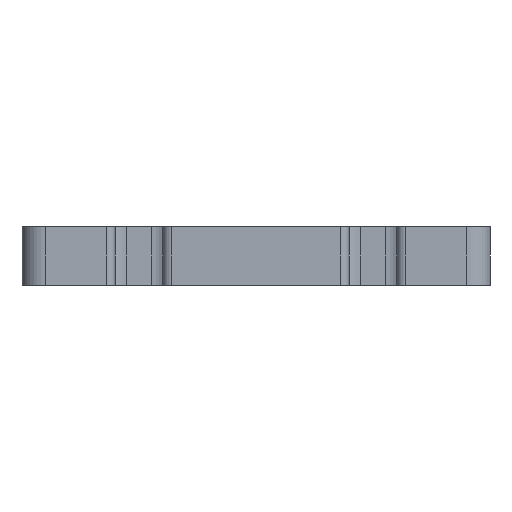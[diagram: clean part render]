
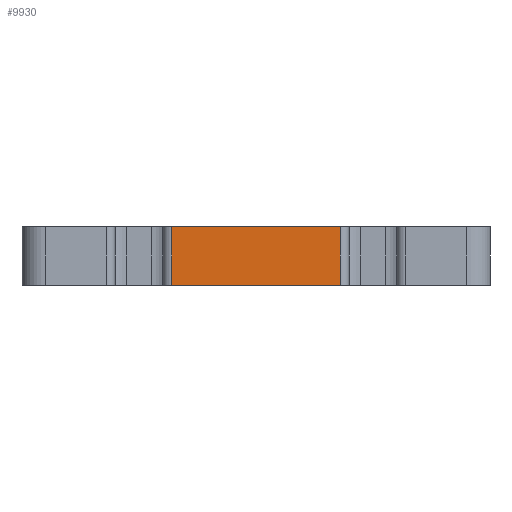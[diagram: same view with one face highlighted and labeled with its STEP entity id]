
A CAD part, front view. The second image highlights one B-rep face of the part: STEP entity #9930.
In plain terms, the highlighted planar face has unit normal (0, -1, 0).
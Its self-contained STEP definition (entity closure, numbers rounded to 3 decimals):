
#944=CARTESIAN_POINT('',(14.4,-80.,-5.0));
#945=VERTEX_POINT('',#944);
#953=CARTESIAN_POINT('',(-14.4,-80.,-5.0));
#954=VERTEX_POINT('',#953);
#955=CARTESIAN_POINT('',(-14.4,-80.,-5.0));
#956=DIRECTION('',(1.0,0.0,0.0));
#957=VECTOR('',#956,28.8);
#958=LINE('',#955,#957);
#959=EDGE_CURVE('',#954,#945,#958,.T.);
#4440=CARTESIAN_POINT('',(-14.4,-80.,5.0));
#4441=VERTEX_POINT('',#4440);
#4449=CARTESIAN_POINT('',(14.4,-80.,5.0));
#4450=VERTEX_POINT('',#4449);
#4451=CARTESIAN_POINT('',(14.4,-80.,5.0));
#4452=DIRECTION('',(-1.0,0.0,0.0));
#4453=VECTOR('',#4452,28.8);
#4454=LINE('',#4451,#4453);
#4455=EDGE_CURVE('',#4450,#4441,#4454,.T.);
#9903=CARTESIAN_POINT('',(14.4,-80.,-5.0));
#9904=DIRECTION('',(0.0,0.0,1.0));
#9905=VECTOR('',#9904,10.0);
#9906=LINE('',#9903,#9905);
#9907=EDGE_CURVE('',#945,#4450,#9906,.T.);
#9914=CARTESIAN_POINT('',(14.4,-80.,0.0));
#9915=DIRECTION('',(0.0,-1.0,0.0));
#9916=DIRECTION('',(0.0,0.0,-1.0));
#9917=AXIS2_PLACEMENT_3D('',#9914,#9915,#9916);
#9918=PLANE('',#9917);
#9919=ORIENTED_EDGE('',*,*,#4455,.T.);
#9920=CARTESIAN_POINT('',(-14.4,-80.,-5.0));
#9921=DIRECTION('',(0.0,0.0,1.0));
#9922=VECTOR('',#9921,10.0);
#9923=LINE('',#9920,#9922);
#9924=EDGE_CURVE('',#954,#4441,#9923,.T.);
#9925=ORIENTED_EDGE('',*,*,#9924,.F.);
#9926=ORIENTED_EDGE('',*,*,#959,.T.);
#9927=ORIENTED_EDGE('',*,*,#9907,.T.);
#9928=EDGE_LOOP('',(#9919,#9925,#9926,#9927));
#9929=FACE_OUTER_BOUND('',#9928,.T.);
#9930=ADVANCED_FACE('',(#9929),#9918,.T.);
